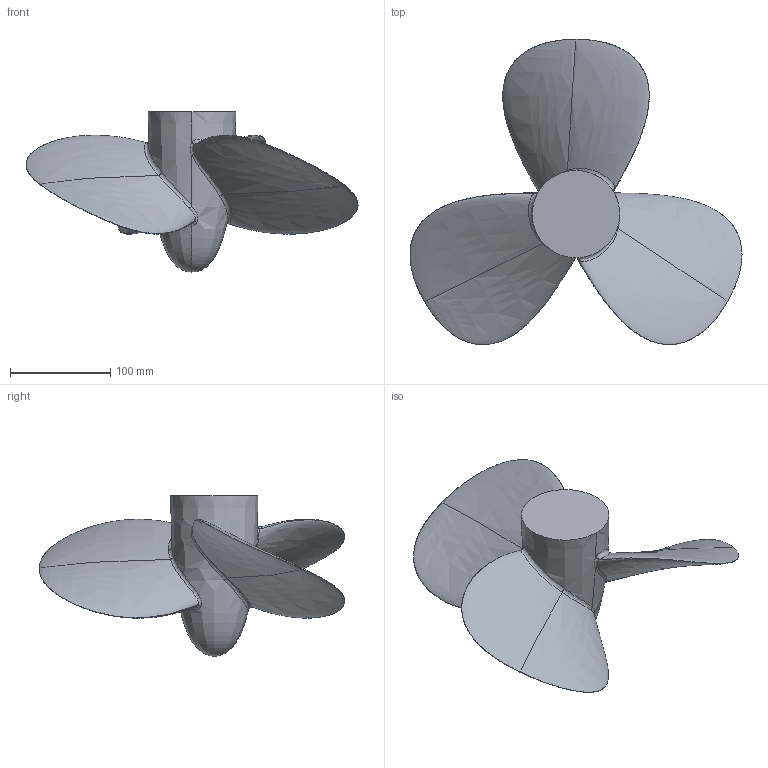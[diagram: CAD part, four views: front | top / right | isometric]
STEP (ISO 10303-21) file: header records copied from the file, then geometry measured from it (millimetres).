
FILE_DESCRIPTION(('FreeCAD Model'),'2;1');
FILE_NAME('Open CASCADE Shape Model','2025-04-17T13:15:39',('FreeCAD'),( 'FreeCAD'),'Open CASCADE STEP processor 7.6','FreeCAD','Unknown');
FILE_SCHEMA(('AUTOMOTIVE_DESIGN { 1 0 10303 214 1 1 1 1 }'));
Length unit declared in the file: millimetre
Products named in the file (1): Open CASCADE STEP translator 7.6 1
Bounding box: 330.46 x 303.95 x 159.61 mm (x, y, z)
Volume: 1463155.2 mm3; surface area: 494443.2 mm2
Topology: 1 solids, 35 shells, 99 faces, 334 edges, 230 vertices
Faces by surface type: bspline 99
Entity records: 22988 total; most frequent: CARTESIAN_POINT 21391, ORIENTED_EDGE 438, EDGE_CURVE 292, VERTEX_POINT 230, B_SPLINE_CURVE_WITH_KNOTS 216, ADVANCED_FACE 99, FACE_BOUND 99, EDGE_LOOP 99
